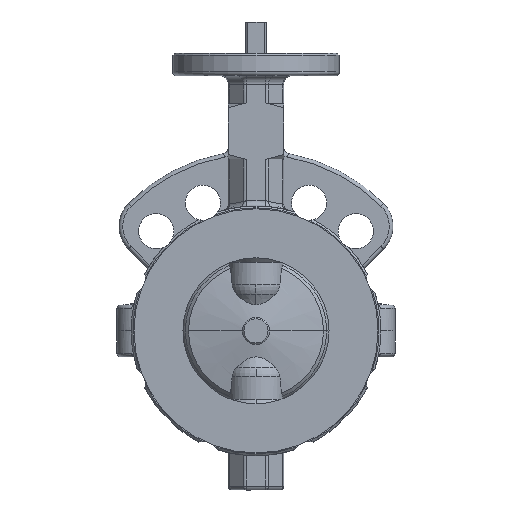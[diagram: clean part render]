
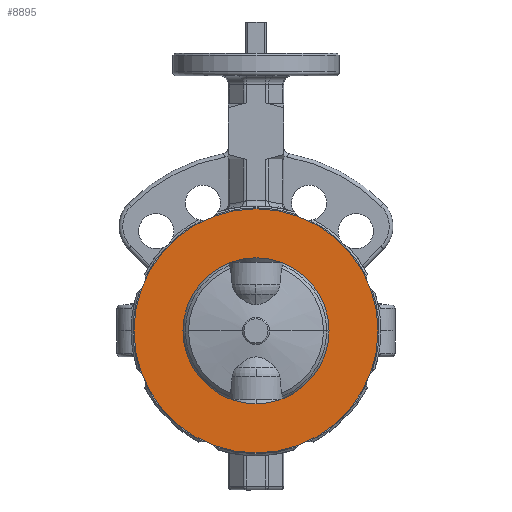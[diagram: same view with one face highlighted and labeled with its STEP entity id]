
A CAD part, top view. The second image highlights one B-rep face of the part: STEP entity #8895.
In plain terms, the highlighted planar face has unit normal (0, 0, 1).
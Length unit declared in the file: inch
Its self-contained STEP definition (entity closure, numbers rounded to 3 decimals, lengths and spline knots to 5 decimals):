
#1302 = CARTESIAN_POINT ( 'NONE',  ( 3.41883, 5.11118, 4.32434 ) ) ;
#2714 = VERTEX_POINT ( 'NONE', #5914 ) ;
#3747 = EDGE_CURVE ( 'NONE', #4171, #15666, #18795, .T. ) ;
#3914 = DIRECTION ( 'NONE',  ( 0., 1., 0. ) ) ;
#4171 = VERTEX_POINT ( 'NONE', #7607 ) ;
#4894 = AXIS2_PLACEMENT_3D ( 'NONE', #19368, #13624, #3914 ) ;
#5381 = DIRECTION ( 'NONE',  ( 0., 0., 1. ) ) ;
#5914 = CARTESIAN_POINT ( 'NONE',  ( 3.41883, 6.6663, 4.32434 ) ) ;
#6144 = ORIENTED_EDGE ( 'NONE', *, *, #3747, .T. ) ;
#6851 = ORIENTED_EDGE ( 'NONE', *, *, #22564, .F. ) ;
#6862 = EDGE_LOOP ( 'NONE', ( #11052, #6851 ) ) ;
#7169 = DIRECTION ( 'NONE',  ( 0., 0., 1. ) ) ;
#7580 = EDGE_LOOP ( 'NONE', ( #6144, #18350 ) ) ;
#7607 = CARTESIAN_POINT ( 'NONE',  ( 3.41883, 2.51276, 4.32434 ) ) ;
#8456 = EDGE_CURVE ( 'NONE', #18846, #2714, #16953, .T. ) ;
#8895 = ADVANCED_FACE ( 'NONE', ( #10541, #17766 ), #21828, .T. ) ;
#10541 = FACE_OUTER_BOUND ( 'NONE', #7580, .T. ) ;
#11052 = ORIENTED_EDGE ( 'NONE', *, *, #8456, .F. ) ;
#11340 = DIRECTION ( 'NONE',  ( 0., 1., 0. ) ) ;
#11715 = CIRCLE ( 'NONE', #4894, 2.59843 ) ;
#13032 = DIRECTION ( 'NONE',  ( 0., 1., 0. ) ) ;
#13288 = AXIS2_PLACEMENT_3D ( 'NONE', #22506, #7169, #11340 ) ;
#13624 = DIRECTION ( 'NONE',  ( 0., 0., 1. ) ) ;
#14336 = DIRECTION ( 'NONE',  ( 0., 1., 0. ) ) ;
#15544 = CIRCLE ( 'NONE', #20021, 1.55512 ) ;
#15666 = VERTEX_POINT ( 'NONE', #21060 ) ;
#15830 = EDGE_CURVE ( 'NONE', #15666, #4171, #11715, .T. ) ;
#16180 = AXIS2_PLACEMENT_3D ( 'NONE', #18285, #23741, #14336 ) ;
#16567 = CARTESIAN_POINT ( 'NONE',  ( 3.41883, 3.55607, 4.32434 ) ) ;
#16951 = DIRECTION ( 'NONE',  ( 0., 1., 0. ) ) ;
#16953 = CIRCLE ( 'NONE', #13288, 1.55512 ) ;
#17766 = FACE_BOUND ( 'NONE', #6862, .T. ) ;
#18285 = CARTESIAN_POINT ( 'NONE',  ( 3.41883, 5.11118, 4.32434 ) ) ;
#18350 = ORIENTED_EDGE ( 'NONE', *, *, #15830, .T. ) ;
#18795 = CIRCLE ( 'NONE', #19582, 2.59843 ) ;
#18846 = VERTEX_POINT ( 'NONE', #16567 ) ;
#19368 = CARTESIAN_POINT ( 'NONE',  ( 3.41883, 5.11118, 4.32434 ) ) ;
#19582 = AXIS2_PLACEMENT_3D ( 'NONE', #22707, #5381, #13032 ) ;
#20021 = AXIS2_PLACEMENT_3D ( 'NONE', #1302, #22674, #16951 ) ;
#21060 = CARTESIAN_POINT ( 'NONE',  ( 3.41883, 7.70961, 4.32434 ) ) ;
#21828 = PLANE ( 'NONE',  #16180 ) ;
#22506 = CARTESIAN_POINT ( 'NONE',  ( 3.41883, 5.11118, 4.32434 ) ) ;
#22564 = EDGE_CURVE ( 'NONE', #2714, #18846, #15544, .T. ) ;
#22674 = DIRECTION ( 'NONE',  ( 0., 0., 1. ) ) ;
#22707 = CARTESIAN_POINT ( 'NONE',  ( 3.41883, 5.11118, 4.32434 ) ) ;
#23741 = DIRECTION ( 'NONE',  ( 0., 0., 1. ) ) ;
